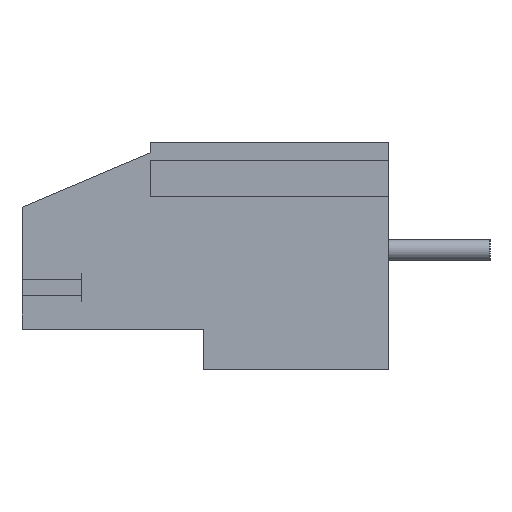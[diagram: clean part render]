
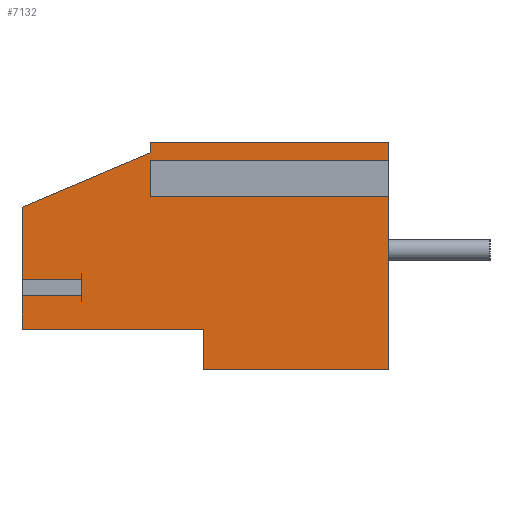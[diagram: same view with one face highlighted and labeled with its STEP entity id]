
A CAD part, left-side view. The second image highlights one B-rep face of the part: STEP entity #7132.
In plain terms, the highlighted planar face has unit normal (-1, 0, 0).
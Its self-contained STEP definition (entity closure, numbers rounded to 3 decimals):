
#918=FACE_OUTER_BOUND('',#1376,.T.);
#1376=EDGE_LOOP('',(#6267,#6268,#6269,#6270,#6271,#6272,#6273,#6274,#6275,
#6276,#6277,#6278,#6279,#6280,#6281,#6282));
#1398=LINE('',#9492,#2206);
#1403=LINE('',#9503,#2211);
#1405=LINE('',#9506,#2213);
#1406=LINE('',#9509,#2214);
#1414=LINE('',#9524,#2222);
#1435=LINE('',#9600,#2243);
#1441=LINE('',#9612,#2249);
#1444=LINE('',#9617,#2252);
#2129=LINE('',#11258,#2937);
#2131=LINE('',#11261,#2939);
#2133=LINE('',#11265,#2941);
#2147=LINE('',#11299,#2955);
#2188=LINE('',#11367,#2996);
#2199=LINE('',#11400,#3007);
#2200=LINE('',#11401,#3008);
#2201=LINE('',#11402,#3009);
#2206=VECTOR('',#7668,10.);
#2211=VECTOR('',#7677,10.);
#2213=VECTOR('',#7681,10.);
#2214=VECTOR('',#7684,10.);
#2222=VECTOR('',#7692,10.);
#2243=VECTOR('',#7757,10.);
#2249=VECTOR('',#7765,10.);
#2252=VECTOR('',#7772,10.);
#2937=VECTOR('',#9337,10.);
#2939=VECTOR('',#9341,10.);
#2941=VECTOR('',#9345,10.);
#2955=VECTOR('',#9377,10.);
#2996=VECTOR('',#9438,10.);
#3007=VECTOR('',#9475,10.);
#3008=VECTOR('',#9476,10.);
#3009=VECTOR('',#9477,10.);
#3012=VERTEX_POINT('',#9486);
#3014=VERTEX_POINT('',#9490);
#3017=VERTEX_POINT('',#9500);
#3018=VERTEX_POINT('',#9502);
#3019=VERTEX_POINT('',#9508);
#3026=VERTEX_POINT('',#9522);
#3057=VERTEX_POINT('',#9596);
#3059=VERTEX_POINT('',#9599);
#3062=VERTEX_POINT('',#9606);
#3064=VERTEX_POINT('',#9610);
#3579=VERTEX_POINT('',#11255);
#3580=VERTEX_POINT('',#11257);
#3581=VERTEX_POINT('',#11263);
#3592=VERTEX_POINT('',#11297);
#3609=VERTEX_POINT('',#11366);
#3618=VERTEX_POINT('',#11399);
#3622=EDGE_CURVE('',#3012,#3014,#1398,.T.);
#3627=EDGE_CURVE('',#3018,#3017,#1403,.T.);
#3629=EDGE_CURVE('',#3014,#3018,#1405,.T.);
#3630=EDGE_CURVE('',#3012,#3019,#1406,.T.);
#3638=EDGE_CURVE('',#3026,#3017,#1414,.T.);
#3675=EDGE_CURVE('',#3059,#3057,#1435,.T.);
#3681=EDGE_CURVE('',#3062,#3064,#1441,.T.);
#3684=EDGE_CURVE('',#3057,#3062,#1444,.T.);
#4459=EDGE_CURVE('',#3580,#3579,#2129,.T.);
#4461=EDGE_CURVE('',#3579,#3019,#2131,.T.);
#4463=EDGE_CURVE('',#3026,#3581,#2133,.T.);
#4479=EDGE_CURVE('',#3581,#3592,#2147,.T.);
#4520=EDGE_CURVE('',#3609,#3580,#2188,.T.);
#4535=EDGE_CURVE('',#3618,#3592,#2199,.T.);
#4536=EDGE_CURVE('',#3059,#3618,#2200,.T.);
#4537=EDGE_CURVE('',#3609,#3064,#2201,.T.);
#6267=ORIENTED_EDGE('',*,*,#3627,.T.);
#6268=ORIENTED_EDGE('',*,*,#3638,.F.);
#6269=ORIENTED_EDGE('',*,*,#4463,.T.);
#6270=ORIENTED_EDGE('',*,*,#4479,.T.);
#6271=ORIENTED_EDGE('',*,*,#4535,.F.);
#6272=ORIENTED_EDGE('',*,*,#4536,.F.);
#6273=ORIENTED_EDGE('',*,*,#3675,.T.);
#6274=ORIENTED_EDGE('',*,*,#3684,.T.);
#6275=ORIENTED_EDGE('',*,*,#3681,.T.);
#6276=ORIENTED_EDGE('',*,*,#4537,.F.);
#6277=ORIENTED_EDGE('',*,*,#4520,.T.);
#6278=ORIENTED_EDGE('',*,*,#4459,.T.);
#6279=ORIENTED_EDGE('',*,*,#4461,.T.);
#6280=ORIENTED_EDGE('',*,*,#3630,.F.);
#6281=ORIENTED_EDGE('',*,*,#3622,.T.);
#6282=ORIENTED_EDGE('',*,*,#3629,.T.);
#6738=PLANE('',#7658);
#7132=ADVANCED_FACE('',(#918),#6738,.T.);
#7658=AXIS2_PLACEMENT_3D('',#11398,#9473,#9474);
#7668=DIRECTION('',(0.,-1.,0.));
#7677=DIRECTION('',(0.,1.,0.));
#7681=DIRECTION('',(0.,0.,-1.));
#7684=DIRECTION('',(0.,0.,1.));
#7692=DIRECTION('',(0.,0.,1.));
#7757=DIRECTION('',(0.,1.,0.));
#7765=DIRECTION('',(0.,-1.,0.));
#7772=DIRECTION('',(0.,0.,1.));
#9337=DIRECTION('',(0.,0.,-1.));
#9341=DIRECTION('',(0.,0.92,-0.391));
#9345=DIRECTION('',(0.,-1.,0.));
#9377=DIRECTION('',(0.,0.,-1.));
#9438=DIRECTION('',(0.,1.,0.));
#9473=DIRECTION('center_axis',(-1.,0.,0.));
#9474=DIRECTION('ref_axis',(0.,0.,1.));
#9475=DIRECTION('',(0.,1.,0.));
#9476=DIRECTION('',(0.,0.,-1.));
#9477=DIRECTION('',(0.,0.,-1.));
#9486=CARTESIAN_POINT('',(-2.65,18.,-1.45));
#9490=CARTESIAN_POINT('',(-2.65,15.1,-1.45));
#9492=CARTESIAN_POINT('',(-2.65,9.,-1.45));
#9500=CARTESIAN_POINT('',(-2.65,18.,-2.25));
#9502=CARTESIAN_POINT('',(-2.65,15.1,-2.25));
#9503=CARTESIAN_POINT('',(-2.65,9.,-2.25));
#9506=CARTESIAN_POINT('',(-2.65,15.1,-3.875));
#9508=CARTESIAN_POINT('',(-2.65,18.,2.1));
#9509=CARTESIAN_POINT('',(-2.65,18.,5.3));
#9522=CARTESIAN_POINT('',(-2.65,18.,-3.9));
#9524=CARTESIAN_POINT('',(-2.65,18.,5.3));
#9596=CARTESIAN_POINT('',(-2.65,11.7,3.1));
#9599=CARTESIAN_POINT('',(-2.65,0.,3.1));
#9600=CARTESIAN_POINT('',(-2.65,0.,3.1));
#9606=CARTESIAN_POINT('',(-2.65,11.7,3.9));
#9610=CARTESIAN_POINT('',(-2.65,0.,3.9));
#9612=CARTESIAN_POINT('',(-2.65,0.,3.9));
#9617=CARTESIAN_POINT('',(-2.65,11.7,-1.2));
#11255=CARTESIAN_POINT('',(-2.65,11.7,4.78));
#11257=CARTESIAN_POINT('',(-2.65,11.7,5.3));
#11258=CARTESIAN_POINT('',(-2.65,11.7,-0.56));
#11261=CARTESIAN_POINT('',(-2.65,11.82,4.729));
#11263=CARTESIAN_POINT('',(-2.65,9.1,-3.9));
#11265=CARTESIAN_POINT('',(-2.65,4.55,-3.9));
#11297=CARTESIAN_POINT('',(-2.65,9.1,-5.9));
#11299=CARTESIAN_POINT('',(-2.65,9.1,-5.9));
#11366=CARTESIAN_POINT('',(-2.65,0.,5.3));
#11367=CARTESIAN_POINT('',(-2.65,0.,5.3));
#11398=CARTESIAN_POINT('Origin',(-2.65,0.,-5.9));
#11399=CARTESIAN_POINT('',(-2.65,0.,-5.9));
#11400=CARTESIAN_POINT('',(-2.65,0.,-5.9));
#11401=CARTESIAN_POINT('',(-2.65,0.,5.3));
#11402=CARTESIAN_POINT('',(-2.65,0.,5.3));
